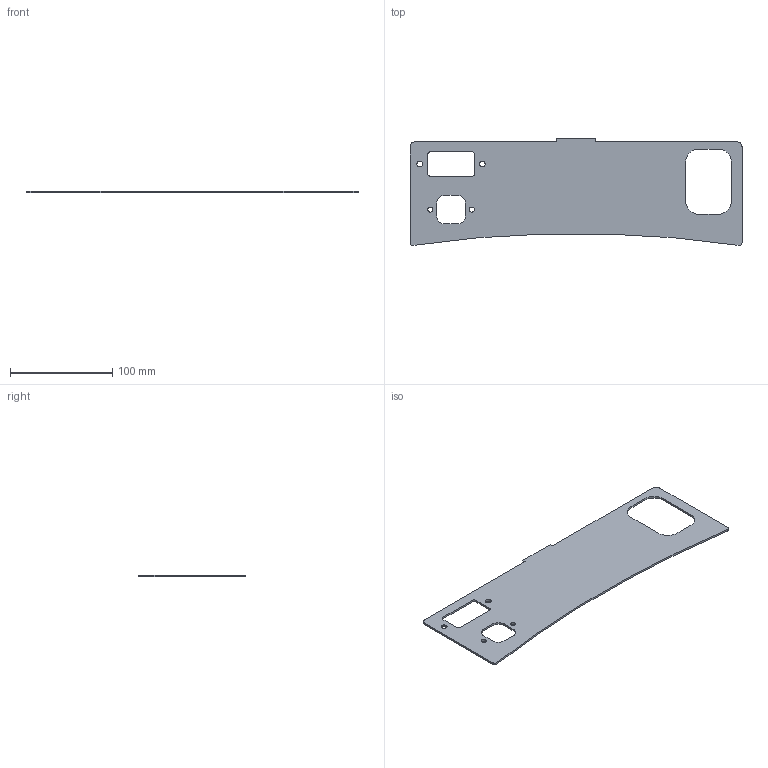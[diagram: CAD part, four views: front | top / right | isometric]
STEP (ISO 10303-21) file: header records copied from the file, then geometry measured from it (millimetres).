
FILE_DESCRIPTION (( 'STEP AP203' ), '1' );
FILE_NAME ('2234055074_Default_sldprt.STEP', '2023-01-20T01:28:04', ( '' ), ( '' ), 'SwSTEP 2.0', 'SolidWorks 2022', '' );
FILE_SCHEMA (( 'CONFIG_CONTROL_DESIGN' ));
Length unit declared in the file: inch
Products named in the file (1): 2234055074_Default_sldprt
Bounding box: 324.12 x 104.25 x 1.91 mm (x, y, z)
Volume: 49250.9 mm3; surface area: 54269 mm2
Topology: 1 solids, 1 shells, 46 faces, 132 edges, 88 vertices
Faces by surface type: cylinder 25, plane 21
Entity records: 1633 total; most frequent: DIRECTION 276, CARTESIAN_POINT 267, ORIENTED_EDGE 264, EDGE_CURVE 132, AXIS2_PLACEMENT_3D 97, VERTEX_POINT 88, LINE 82, VECTOR 82
